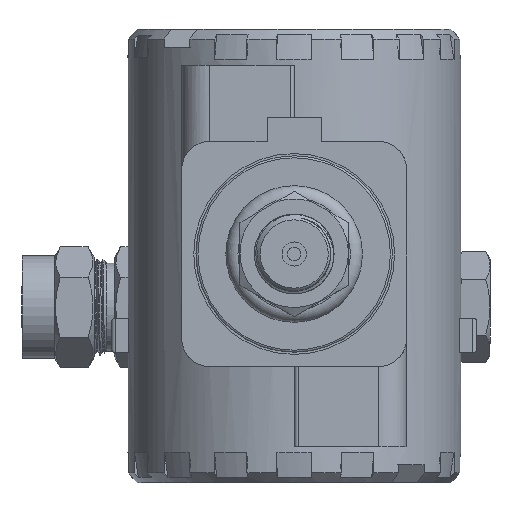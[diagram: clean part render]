
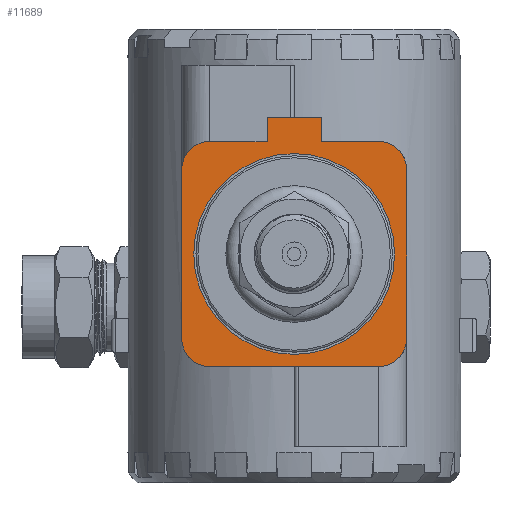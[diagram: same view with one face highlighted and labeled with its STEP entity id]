
A CAD part, front view. The second image highlights one B-rep face of the part: STEP entity #11689.
In plain terms, the highlighted planar face has unit normal (0, -1, 0).
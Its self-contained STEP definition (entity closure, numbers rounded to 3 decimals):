
#994=LINE('',#23674,#1936);
#998=LINE('',#23683,#1940);
#1001=LINE('',#23691,#1943);
#1003=LINE('',#23695,#1945);
#1005=LINE('',#23699,#1947);
#1007=LINE('',#23703,#1949);
#1010=LINE('',#23708,#1952);
#1012=LINE('',#23714,#1954);
#1936=VECTOR('',#13973,1.);
#1940=VECTOR('',#13983,1.);
#1943=VECTOR('',#13992,1.);
#1945=VECTOR('',#13996,1.);
#1947=VECTOR('',#14000,1.);
#1949=VECTOR('',#14004,1.);
#1952=VECTOR('',#14009,1.);
#1954=VECTOR('',#14017,1.);
#2851=FACE_BOUND('',#3703,.T.);
#3027=FACE_OUTER_BOUND('',#3702,.T.);
#3702=EDGE_LOOP('',(#8458,#8459,#8460,#8461,#8462,#8463,#8464,#8465,#8466,
#8467,#8468,#8469));
#3703=EDGE_LOOP('',(#8470));
#4432=CIRCLE('',#12578,7.);
#4433=CIRCLE('',#12581,7.);
#4434=CIRCLE('',#12584,7.);
#4435=CIRCLE('',#12591,7.);
#4437=CIRCLE('',#12597,25.);
#4940=VERTEX_POINT('',#23667);
#4941=VERTEX_POINT('',#23669);
#4942=VERTEX_POINT('',#23673);
#4943=VERTEX_POINT('',#23677);
#4944=VERTEX_POINT('',#23682);
#4945=VERTEX_POINT('',#23686);
#4946=VERTEX_POINT('',#23690);
#4947=VERTEX_POINT('',#23694);
#4948=VERTEX_POINT('',#23698);
#4949=VERTEX_POINT('',#23702);
#4950=VERTEX_POINT('',#23706);
#4951=VERTEX_POINT('',#23710);
#4956=VERTEX_POINT('',#23816);
#6272=EDGE_CURVE('',#4940,#4941,#4432,.F.);
#6274=EDGE_CURVE('',#4942,#4941,#994,.T.);
#6276=EDGE_CURVE('',#4942,#4943,#4433,.F.);
#6279=EDGE_CURVE('',#4944,#4943,#998,.F.);
#6281=EDGE_CURVE('',#4944,#4945,#4434,.F.);
#6283=EDGE_CURVE('',#4946,#4945,#1001,.T.);
#6285=EDGE_CURVE('',#4946,#4947,#1003,.T.);
#6287=EDGE_CURVE('',#4947,#4948,#1005,.F.);
#6289=EDGE_CURVE('',#4949,#4948,#1007,.T.);
#6292=EDGE_CURVE('',#4950,#4949,#1010,.T.);
#6293=EDGE_CURVE('',#4950,#4951,#4435,.F.);
#6295=EDGE_CURVE('',#4940,#4951,#1012,.F.);
#6304=EDGE_CURVE('',#4956,#4956,#4437,.T.);
#8458=ORIENTED_EDGE('',*,*,#6295,.T.);
#8459=ORIENTED_EDGE('',*,*,#6293,.F.);
#8460=ORIENTED_EDGE('',*,*,#6292,.T.);
#8461=ORIENTED_EDGE('',*,*,#6289,.T.);
#8462=ORIENTED_EDGE('',*,*,#6287,.F.);
#8463=ORIENTED_EDGE('',*,*,#6285,.F.);
#8464=ORIENTED_EDGE('',*,*,#6283,.T.);
#8465=ORIENTED_EDGE('',*,*,#6281,.F.);
#8466=ORIENTED_EDGE('',*,*,#6279,.T.);
#8467=ORIENTED_EDGE('',*,*,#6276,.F.);
#8468=ORIENTED_EDGE('',*,*,#6274,.T.);
#8469=ORIENTED_EDGE('',*,*,#6272,.F.);
#8470=ORIENTED_EDGE('',*,*,#6304,.F.);
#11286=PLANE('',#12596);
#11689=ADVANCED_FACE('',(#3027,#2851),#11286,.T.);
#12578=AXIS2_PLACEMENT_3D('',#23670,#13968,#13969);
#12581=AXIS2_PLACEMENT_3D('',#23678,#13977,#13978);
#12584=AXIS2_PLACEMENT_3D('',#23687,#13987,#13988);
#12591=AXIS2_PLACEMENT_3D('',#23711,#14012,#14013);
#12596=AXIS2_PLACEMENT_3D('',#23815,#14026,#14027);
#12597=AXIS2_PLACEMENT_3D('',#23817,#14028,#14029);
#13968=DIRECTION('center_axis',(0.,-1.,0.));
#13969=DIRECTION('ref_axis',(0.,0.,1.));
#13973=DIRECTION('',(0.,0.,1.));
#13977=DIRECTION('center_axis',(0.,-1.,0.));
#13978=DIRECTION('ref_axis',(0.,0.,1.));
#13983=DIRECTION('',(-1.,0.,0.));
#13987=DIRECTION('center_axis',(0.,-1.,0.));
#13988=DIRECTION('ref_axis',(0.,0.,1.));
#13992=DIRECTION('',(0.,0.,-1.));
#13996=DIRECTION('',(-1.,0.,0.));
#14000=DIRECTION('',(0.,0.,-1.));
#14004=DIRECTION('',(-1.,0.,0.));
#14009=DIRECTION('',(0.,0.,-1.));
#14012=DIRECTION('center_axis',(0.,-1.,0.));
#14013=DIRECTION('ref_axis',(0.,0.,1.));
#14017=DIRECTION('',(1.,0.,0.));
#14026=DIRECTION('center_axis',(0.,-1.,0.));
#14027=DIRECTION('ref_axis',(1.,0.,0.));
#14028=DIRECTION('center_axis',(0.,-1.,0.));
#14029=DIRECTION('ref_axis',(0.,0.,1.));
#23667=CARTESIAN_POINT('',(68.,-54.5,28.));
#23669=CARTESIAN_POINT('',(75.,-54.5,21.));
#23670=CARTESIAN_POINT('Origin',(68.,-54.5,21.));
#23673=CARTESIAN_POINT('',(75.,-54.5,-21.));
#23674=CARTESIAN_POINT('',(75.,-54.5,0.));
#23677=CARTESIAN_POINT('',(68.,-54.5,-28.));
#23678=CARTESIAN_POINT('Origin',(68.,-54.5,-21.));
#23682=CARTESIAN_POINT('',(26.,-54.5,-28.));
#23683=CARTESIAN_POINT('',(47.,-54.5,-28.));
#23686=CARTESIAN_POINT('',(19.,-54.5,-21.));
#23687=CARTESIAN_POINT('Origin',(26.,-54.5,-21.));
#23690=CARTESIAN_POINT('',(19.,-54.5,-6.75));
#23691=CARTESIAN_POINT('',(19.,-54.5,-13.875));
#23694=CARTESIAN_POINT('',(13.,-54.5,-6.75));
#23695=CARTESIAN_POINT('',(16.,-54.5,-6.75));
#23698=CARTESIAN_POINT('',(13.,-54.5,6.75));
#23699=CARTESIAN_POINT('',(13.,-54.5,0.));
#23702=CARTESIAN_POINT('',(19.,-54.5,6.75));
#23703=CARTESIAN_POINT('',(16.,-54.5,6.75));
#23706=CARTESIAN_POINT('',(19.,-54.5,21.));
#23708=CARTESIAN_POINT('',(19.,-54.5,13.875));
#23710=CARTESIAN_POINT('',(26.,-54.5,28.));
#23711=CARTESIAN_POINT('Origin',(26.,-54.5,21.));
#23714=CARTESIAN_POINT('',(47.,-54.5,28.));
#23815=CARTESIAN_POINT('Origin',(0.,-54.5,0.));
#23816=CARTESIAN_POINT('',(22.,-54.5,0.));
#23817=CARTESIAN_POINT('Origin',(47.,-54.5,0.));
